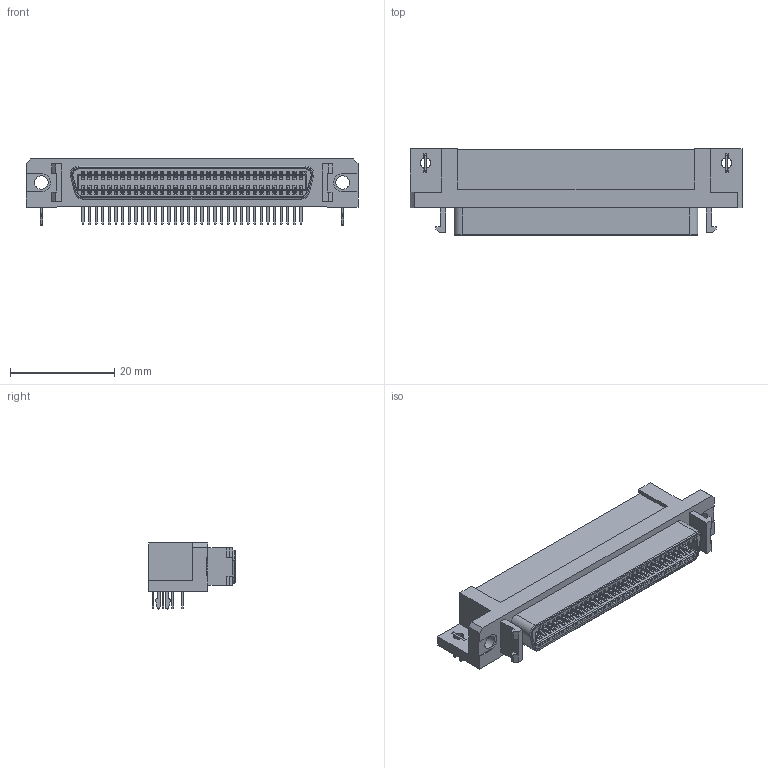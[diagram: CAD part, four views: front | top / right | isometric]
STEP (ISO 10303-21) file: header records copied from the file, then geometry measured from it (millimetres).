
FILE_DESCRIPTION( ('This file contains a STEP AP42 implementation' ,'as created by ZW3D STEP Interface translator.') ,'2;1' );
FILE_NAME( '6321-XXXRDXXMWA01.stp' ,'2311 3.165749', (''), ('ZWCAD Software Co.'), 'Version 1.0', 'ZW3D to STEP translator', '' );
FILE_SCHEMA(('AUTOMOTIVE_DESIGN { 1 0 10303 214 1 1 1 1 }'));
Length unit declared in the file: millimetre
Products named in the file (1): 0
Bounding box: 63.83 x 16.7 x 12.7 mm (x, y, z)
Volume: 6125.1 mm3; surface area: 6933.1 mm2
Topology: 1 solids, 69 shells, 4150 faces, 11704 edges, 7660 vertices
Faces by surface type: plane 2856, cylinder 1286, torus 8
Full cylindrical faces by diameter (mm): 2.6 x2
Entity records: 157906 total; most frequent: CARTESIAN_POINT 59487, ORIENTED_EDGE 23408, DIRECTION 13406, EDGE_CURVE 11704, VERTEX_POINT 7660, B_SPLINE_CURVE_WITH_KNOTS 6732, VECTOR 4840, LINE 4840
